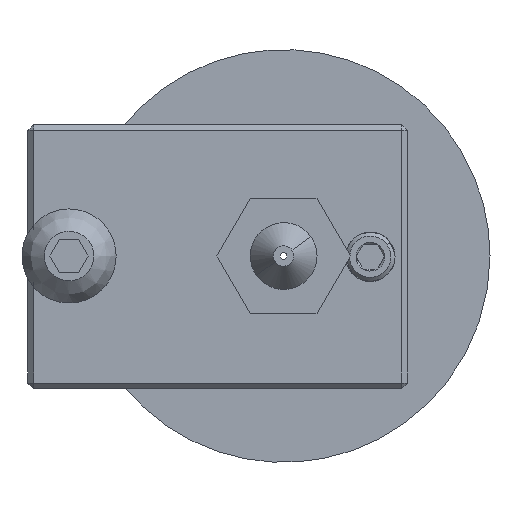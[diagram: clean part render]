
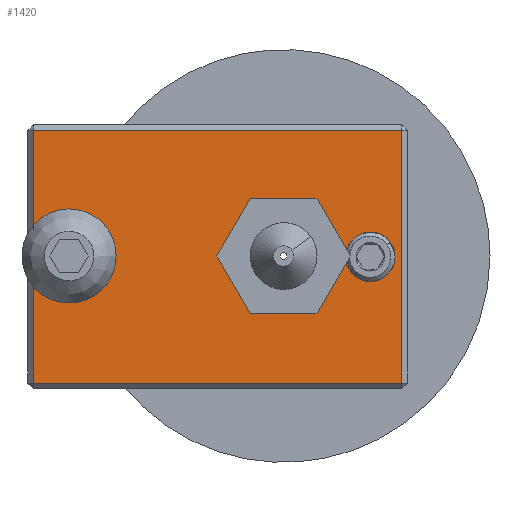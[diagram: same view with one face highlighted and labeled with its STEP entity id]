
A CAD part, front view. The second image highlights one B-rep face of the part: STEP entity #1420.
In plain terms, the highlighted free-form (B-spline) face has degree [1, 1] with [2, 2] control points.
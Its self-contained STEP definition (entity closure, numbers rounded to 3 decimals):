
#10 = CARTESIAN_POINT ('', (71.5, 65., 76.053));
#20 = VERTEX_POINT ('', #10);
#170 = CARTESIAN_POINT ('', (-151.5, 65., 76.053));
#180 = VERTEX_POINT ('', #170);
#240 = CARTESIAN_POINT ('', (-151.5, 65., 76.053));
#250 = CARTESIAN_POINT ('', (71.5, 65., 76.053));
#260 = B_SPLINE_CURVE_WITH_KNOTS ('', 1, (#240, #250), .UNSPECIFIED., .F., .U., (2, 2), (0., 1.), .UNSPECIFIED.);
#270 = EDGE_CURVE ('', #180, #20, #260, .T.);
#370 = CARTESIAN_POINT ('', (-151.5, 65., -76.947));
#380 = VERTEX_POINT ('', #370);
#390 = CARTESIAN_POINT ('', (-151.5, 65., 76.053));
#400 = CARTESIAN_POINT ('', (-151.5, 65., -76.947));
#410 = B_SPLINE_CURVE_WITH_KNOTS ('', 1, (#390, #400), .UNSPECIFIED., .F., .U., (2, 2), (0., 1.), .UNSPECIFIED.);
#420 = EDGE_CURVE ('', #180, #380, #410, .T.);
#430 = ORIENTED_EDGE ('', *, *, #420, .T.);
#440 = CARTESIAN_POINT ('', (71.5, 65., -76.947));
#450 = VERTEX_POINT ('', #440);
#460 = CARTESIAN_POINT ('', (-151.5, 65., -76.947));
#470 = CARTESIAN_POINT ('', (71.5, 65., -76.947));
#480 = B_SPLINE_CURVE_WITH_KNOTS ('', 1, (#460, #470), .UNSPECIFIED., .F., .U., (2, 2), (0., 1.), .UNSPECIFIED.);
#490 = EDGE_CURVE ('', #380, #450, #480, .T.);
#500 = ORIENTED_EDGE ('', *, *, #490, .T.);
#510 = CARTESIAN_POINT ('', (71.5, 65., 76.053));
#520 = CARTESIAN_POINT ('', (71.5, 65., -76.947));
#530 = B_SPLINE_CURVE_WITH_KNOTS ('', 1, (#510, #520), .UNSPECIFIED., .F., .U., (2, 2), (0., 1.), .UNSPECIFIED.);
#540 = EDGE_CURVE ('', #20, #450, #530, .T.);
#550 = ORIENTED_EDGE ('', *, *, #540, .F.);
#560 = ORIENTED_EDGE ('', *, *, #270, .F.);
#570 = EDGE_LOOP ('', (#430, #500, #550, #560));
#580 = FACE_OUTER_BOUND ('', #570, .T.);
#590 = CARTESIAN_POINT ('', (67.5, 65., -0.447));
#600 = VERTEX_POINT ('', #590);
#610 = CARTESIAN_POINT ('', (37.5, 65., -0.447));
#620 = VERTEX_POINT ('', #610);
#630 = CARTESIAN_POINT ('', (67.5, 65., -0.447));
#640 = CARTESIAN_POINT ('', (67.5, 65., -15.447));
#650 = CARTESIAN_POINT ('', (52.5, 65., -15.447));
#660 = CARTESIAN_POINT ('', (37.5, 65., -15.447));
#670 = CARTESIAN_POINT ('', (37.5, 65., -0.447));
#680 = (
   BOUNDED_CURVE ()
   B_SPLINE_CURVE (2, (#630, #640, #650, #660, #670), .UNSPECIFIED., .F., .U.)
   B_SPLINE_CURVE_WITH_KNOTS ((3, 2, 3), (35.529, 125.529, 215.529), .UNSPECIFIED.)
   CURVE ()
   GEOMETRIC_REPRESENTATION_ITEM ()
   RATIONAL_B_SPLINE_CURVE ((1., 0.707, 1., 0.707, 1.))
   REPRESENTATION_ITEM ('')
);
#690 = EDGE_CURVE ('', #600, #620, #680, .T.);
#700 = ORIENTED_EDGE ('', *, *, #690, .T.);
#710 = CARTESIAN_POINT ('', (37.5, 65., -0.447));
#720 = CARTESIAN_POINT ('', (37.5, 65., 14.553));
#730 = CARTESIAN_POINT ('', (52.5, 65., 14.553));
#740 = CARTESIAN_POINT ('', (67.5, 65., 14.553));
#750 = CARTESIAN_POINT ('', (67.5, 65., -0.447));
#760 = (
   BOUNDED_CURVE ()
   B_SPLINE_CURVE (2, (#710, #720, #730, #740, #750), .UNSPECIFIED., .F., .U.)
   B_SPLINE_CURVE_WITH_KNOTS ((3, 2, 3), (215.529, 305.529, 395.529), .UNSPECIFIED.)
   CURVE ()
   GEOMETRIC_REPRESENTATION_ITEM ()
   RATIONAL_B_SPLINE_CURVE ((1., 0.707, 1., 0.707, 1.))
   REPRESENTATION_ITEM ('')
);
#770 = EDGE_CURVE ('', #620, #600, #760, .T.);
#780 = ORIENTED_EDGE ('', *, *, #770, .T.);
#790 = EDGE_LOOP ('', (#700, #780));
#800 = FACE_BOUND ('', #790, .T.);
#810 = CARTESIAN_POINT ('', (-115., 65., 0.));
#820 = VERTEX_POINT ('', #810);
#830 = CARTESIAN_POINT ('', (-145., 65., 0.));
#840 = VERTEX_POINT ('', #830);
#850 = CARTESIAN_POINT ('', (-115., 65., 0.));
#860 = CARTESIAN_POINT ('', (-115., 65., -8.66));
#870 = CARTESIAN_POINT ('', (-122.5, 65., -12.99));
#880 = CARTESIAN_POINT ('', (-130., 65., -17.321));
#890 = CARTESIAN_POINT ('', (-137.5, 65., -12.99));
#900 = CARTESIAN_POINT ('', (-145., 65., -8.66));
#910 = CARTESIAN_POINT ('', (-145., 65., 0.));
#920 = (
   BOUNDED_CURVE ()
   B_SPLINE_CURVE (2, (#850, #860, #870, #880, #890, #900, #910), .UNSPECIFIED., .F., .U.)
   B_SPLINE_CURVE_WITH_KNOTS ((3, 2, 2, 3), (35.529, 95.529, 155.529, 215.529), .UNSPECIFIED.)
   CURVE ()
   GEOMETRIC_REPRESENTATION_ITEM ()
   RATIONAL_B_SPLINE_CURVE ((1., 0.866, 1., 0.866, 1., 0.866, 1.))
   REPRESENTATION_ITEM ('')
);
#930 = EDGE_CURVE ('', #820, #840, #920, .T.);
#940 = ORIENTED_EDGE ('', *, *, #930, .T.);
#950 = CARTESIAN_POINT ('', (-145., 65., 0.));
#960 = CARTESIAN_POINT ('', (-145., 65., 15.));
#970 = CARTESIAN_POINT ('', (-130., 65., 15.));
#980 = CARTESIAN_POINT ('', (-115., 65., 15.));
#990 = CARTESIAN_POINT ('', (-115., 65., 0.));
#1000 = (
   BOUNDED_CURVE ()
   B_SPLINE_CURVE (2, (#950, #960, #970, #980, #990), .UNSPECIFIED., .F., .U.)
   B_SPLINE_CURVE_WITH_KNOTS ((3, 2, 3), (215.529, 305.529, 395.529), .UNSPECIFIED.)
   CURVE ()
   GEOMETRIC_REPRESENTATION_ITEM ()
   RATIONAL_B_SPLINE_CURVE ((1., 0.707, 1., 0.707, 1.))
   REPRESENTATION_ITEM ('')
);
#1010 = EDGE_CURVE ('', #840, #820, #1000, .T.);
#1020 = ORIENTED_EDGE ('', *, *, #1010, .T.);
#1030 = EDGE_LOOP ('', (#940, #1020));
#1040 = FACE_BOUND ('', #1030, .T.);
#1050 = CARTESIAN_POINT ('', (35., 65., 0.));
#1060 = VERTEX_POINT ('', #1050);
#1070 = CARTESIAN_POINT ('', (28.484, 65., -20.339));
#1080 = VERTEX_POINT ('', #1070);
#1090 = CARTESIAN_POINT ('', (35., 65., 0.));
#1100 = CARTESIAN_POINT ('', (35., 65., -11.213));
#1110 = CARTESIAN_POINT ('', (28.484, 65., -20.339));
#1120 = (
   BOUNDED_CURVE ()
   B_SPLINE_CURVE (2, (#1090, #1100, #1110), .UNSPECIFIED., .F., .U.)
   B_SPLINE_CURVE_WITH_KNOTS ((3, 3), (35.529, 71.07), .UNSPECIFIED.)
   CURVE ()
   GEOMETRIC_REPRESENTATION_ITEM ()
   RATIONAL_B_SPLINE_CURVE ((1., 0.906, 0.905))
   REPRESENTATION_ITEM ('')
);
#1130 = EDGE_CURVE ('', #1060, #1080, #1120, .T.);
#1140 = ORIENTED_EDGE ('', *, *, #1130, .T.);
#1150 = CARTESIAN_POINT ('', (-28.484, 65., 20.339));
#1160 = VERTEX_POINT ('', #1150);
#1170 = CARTESIAN_POINT ('', (28.484, 65., -20.339));
#1180 = CARTESIAN_POINT ('', (21.814, 65., -29.68));
#1190 = CARTESIAN_POINT ('', (10.907, 65., -33.257));
#1200 = CARTESIAN_POINT ('', (-13.186, 65., -41.159));
#1210 = CARTESIAN_POINT ('', (-28.202, 65., -20.727));
#1220 = CARTESIAN_POINT ('', (-43.218, 65., -0.296));
#1230 = CARTESIAN_POINT ('', (-28.484, 65., 20.339));
#1240 = (
   BOUNDED_CURVE ()
   B_SPLINE_CURVE (2, (#1170, #1180, #1190, #1200, #1210, #1220, #1230), .UNSPECIFIED., .F., .U.)
   B_SPLINE_CURVE_WITH_KNOTS ((3, 2, 2, 3), (71.07, 107.371, 179.214, 251.057), .UNSPECIFIED.)
   CURVE ()
   GEOMETRIC_REPRESENTATION_ITEM ()
   RATIONAL_B_SPLINE_CURVE ((0.905, 0.904, 1., 0.81, 1., 0.81, 1.))
   REPRESENTATION_ITEM ('')
);
#1250 = EDGE_CURVE ('', #1080, #1160, #1240, .T.);
#1260 = ORIENTED_EDGE ('', *, *, #1250, .T.);
#1270 = CARTESIAN_POINT ('', (-28.484, 65., 20.339));
#1280 = CARTESIAN_POINT ('', (-13.643, 65., 41.123));
#1290 = CARTESIAN_POINT ('', (10.679, 65., 33.331));
#1300 = CARTESIAN_POINT ('', (35., 65., 25.539));
#1310 = CARTESIAN_POINT ('', (35., 65., 0.));
#1320 = (
   BOUNDED_CURVE ()
   B_SPLINE_CURVE (2, (#1270, #1280, #1290, #1300, #1310), .UNSPECIFIED., .F., .U.)
   B_SPLINE_CURVE_WITH_KNOTS ((3, 2, 3), (251.057, 323.293, 395.529), .UNSPECIFIED.)
   CURVE ()
   GEOMETRIC_REPRESENTATION_ITEM ()
   RATIONAL_B_SPLINE_CURVE ((1., 0.808, 1., 0.808, 1.))
   REPRESENTATION_ITEM ('')
);
#1330 = EDGE_CURVE ('', #1160, #1060, #1320, .T.);
#1340 = ORIENTED_EDGE ('', *, *, #1330, .T.);
#1350 = EDGE_LOOP ('', (#1140, #1260, #1340));
#1360 = FACE_BOUND ('', #1350, .T.);
#1370 = CARTESIAN_POINT ('', (71.501, 65., 76.054));
#1380 = CARTESIAN_POINT ('', (71.501, 65., -76.948));
#1390 = CARTESIAN_POINT ('', (-151.501, 65., 76.054));
#1400 = CARTESIAN_POINT ('', (-151.501, 65., -76.948));
#1410 = B_SPLINE_SURFACE_WITH_KNOTS ('', 1, 1, ((#1370, #1380), (#1390, #1400)), .UNSPECIFIED., .F., .F., .U., (2, 2), (2, 2), (-226.501, -3.499), (-76.501, 76.501), .UNSPECIFIED.);
#1420 = ADVANCED_FACE ('', (#580, #800, #1040, #1360), #1410, .T.);
